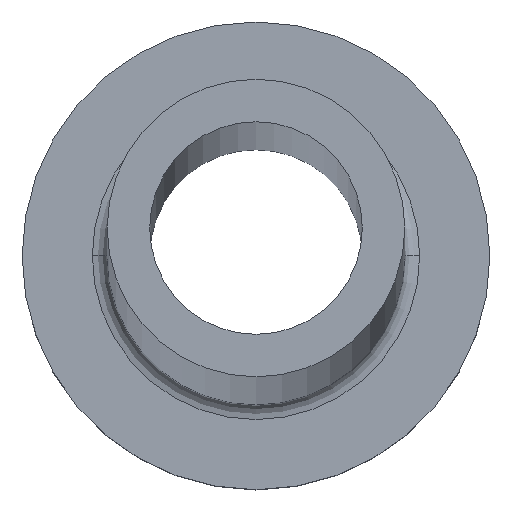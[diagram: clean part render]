
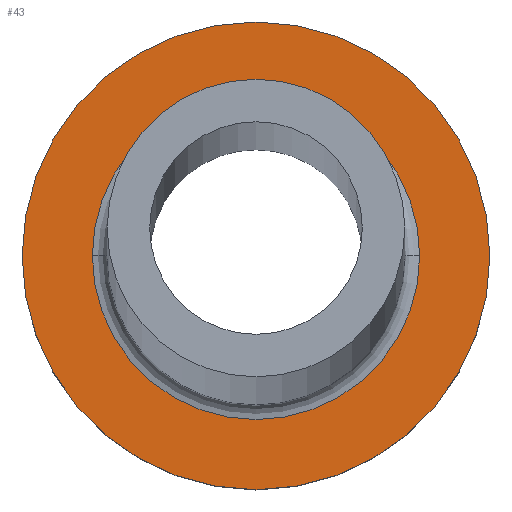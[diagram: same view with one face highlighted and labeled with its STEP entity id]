
A CAD part, top view. The second image highlights one B-rep face of the part: STEP entity #43.
In plain terms, the highlighted planar face has unit normal (0, 0, 1).
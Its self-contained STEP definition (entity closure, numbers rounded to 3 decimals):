
#2 = EDGE_CURVE ( 'NONE', #217, #251, #32, .T. ) ;
#3 = DIRECTION ( 'NONE',  ( 0., 0., 1. ) ) ;
#20 = ORIENTED_EDGE ( 'NONE', *, *, #2, .T. ) ;
#25 = EDGE_CURVE ( 'NONE', #251, #217, #210, .T. ) ;
#28 = DIRECTION ( 'NONE',  ( 1., 0., 0. ) ) ;
#29 = FACE_BOUND ( 'NONE', #174, .T. ) ;
#32 = CIRCLE ( 'NONE', #112, 11. ) ;
#33 = CARTESIAN_POINT ( 'NONE',  ( -7.7, 0., 7. ) ) ;
#43 = ADVANCED_FACE ( 'NONE', ( #29, #91 ), #206, .T. ) ;
#49 = CIRCLE ( 'NONE', #74, 7.7 ) ;
#57 = DIRECTION ( 'NONE',  ( 1., 0., 0. ) ) ;
#74 = AXIS2_PLACEMENT_3D ( 'NONE', #249, #165, #28 ) ;
#88 = AXIS2_PLACEMENT_3D ( 'NONE', #348, #315, #57 ) ;
#89 = CIRCLE ( 'NONE', #266, 7.7 ) ;
#91 = FACE_OUTER_BOUND ( 'NONE', #176, .T. ) ;
#98 = CARTESIAN_POINT ( 'NONE',  ( 0., 0., 7. ) ) ;
#112 = AXIS2_PLACEMENT_3D ( 'NONE', #208, #3, #323 ) ;
#122 = VERTEX_POINT ( 'NONE', #223 ) ;
#126 = EDGE_CURVE ( 'NONE', #321, #122, #89, .T. ) ;
#140 = ORIENTED_EDGE ( 'NONE', *, *, #126, .T. ) ;
#145 = DIRECTION ( 'NONE',  ( 0., 0., 1. ) ) ;
#165 = DIRECTION ( 'NONE',  ( 0., 0., -1. ) ) ;
#174 = EDGE_LOOP ( 'NONE', ( #294, #140 ) ) ;
#176 = EDGE_LOOP ( 'NONE', ( #241, #20 ) ) ;
#206 = PLANE ( 'NONE',  #296 ) ;
#208 = CARTESIAN_POINT ( 'NONE',  ( 0., 0., 7. ) ) ;
#210 = CIRCLE ( 'NONE', #88, 11. ) ;
#214 = DIRECTION ( 'NONE',  ( 0., 0., -1. ) ) ;
#217 = VERTEX_POINT ( 'NONE', #312 ) ;
#223 = CARTESIAN_POINT ( 'NONE',  ( 7.7, 0., 7. ) ) ;
#241 = ORIENTED_EDGE ( 'NONE', *, *, #25, .T. ) ;
#249 = CARTESIAN_POINT ( 'NONE',  ( 0., 0., 7. ) ) ;
#251 = VERTEX_POINT ( 'NONE', #375 ) ;
#262 = EDGE_CURVE ( 'NONE', #122, #321, #49, .T. ) ;
#266 = AXIS2_PLACEMENT_3D ( 'NONE', #98, #214, #339 ) ;
#283 = DIRECTION ( 'NONE',  ( 1., 0., 0. ) ) ;
#294 = ORIENTED_EDGE ( 'NONE', *, *, #262, .T. ) ;
#296 = AXIS2_PLACEMENT_3D ( 'NONE', #318, #145, #283 ) ;
#312 = CARTESIAN_POINT ( 'NONE',  ( 11., 0., 7. ) ) ;
#315 = DIRECTION ( 'NONE',  ( 0., 0., 1. ) ) ;
#318 = CARTESIAN_POINT ( 'NONE',  ( 0., 0., 7. ) ) ;
#321 = VERTEX_POINT ( 'NONE', #33 ) ;
#323 = DIRECTION ( 'NONE',  ( 1., 0., 0. ) ) ;
#339 = DIRECTION ( 'NONE',  ( 1., 0., 0. ) ) ;
#348 = CARTESIAN_POINT ( 'NONE',  ( 0., 0., 7. ) ) ;
#375 = CARTESIAN_POINT ( 'NONE',  ( -11., 0., 7. ) ) ;
